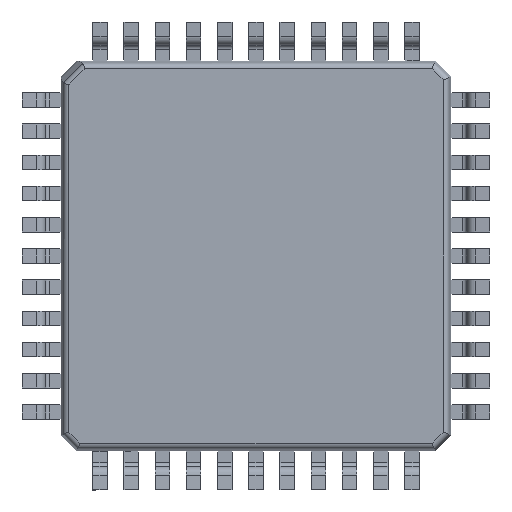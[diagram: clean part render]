
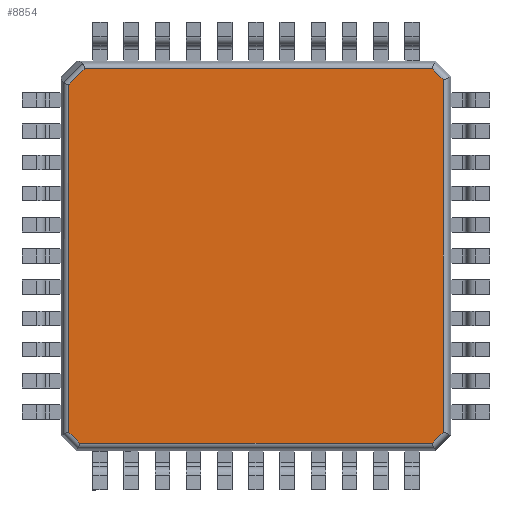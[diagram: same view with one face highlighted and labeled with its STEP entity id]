
A CAD part, front view. The second image highlights one B-rep face of the part: STEP entity #8854.
In plain terms, the highlighted planar face has unit normal (0, -1, 0).
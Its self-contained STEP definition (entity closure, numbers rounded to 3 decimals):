
#52 = VECTOR ( 'NONE', #7602, 1000. ) ;
#296 = CARTESIAN_POINT ( 'NONE',  ( -4.384, 0.15, 4.798 ) ) ;
#645 = CARTESIAN_POINT ( 'NONE',  ( 4.833, 0.15, -4.481 ) ) ;
#1171 = LINE ( 'NONE', #15393, #15926 ) ;
#1225 = LINE ( 'NONE', #14081, #52 ) ;
#1672 = LINE ( 'NONE', #19421, #3194 ) ;
#1785 = DIRECTION ( 'NONE',  ( 0.707, 0., -0.707 ) ) ;
#1970 = EDGE_LOOP ( 'NONE', ( #10159, #14418, #4883, #3378, #8014, #11667, #8988, #11447 ) ) ;
#2000 = EDGE_CURVE ( 'NONE', #18553, #7631, #1225, .T. ) ;
#2843 = EDGE_CURVE ( 'NONE', #17600, #15374, #9052, .T. ) ;
#2945 = LINE ( 'NONE', #15990, #17103 ) ;
#3194 = VECTOR ( 'NONE', #8060, 1000. ) ;
#3344 = EDGE_CURVE ( 'NONE', #9844, #7136, #2945, .T. ) ;
#3378 = ORIENTED_EDGE ( 'NONE', *, *, #2843, .T. ) ;
#3522 = CARTESIAN_POINT ( 'NONE',  ( 4.798, 0.15, -4.516 ) ) ;
#3811 = CARTESIAN_POINT ( 'NONE',  ( 4.798, 0.15, 4.516 ) ) ;
#4883 = ORIENTED_EDGE ( 'NONE', *, *, #13211, .T. ) ;
#4903 = CARTESIAN_POINT ( 'NONE',  ( 0., 0.15, 0. ) ) ;
#4967 = EDGE_CURVE ( 'NONE', #7136, #5530, #1672, .T. ) ;
#5530 = VERTEX_POINT ( 'NONE', #12292 ) ;
#6923 = LINE ( 'NONE', #645, #11762 ) ;
#7136 = VERTEX_POINT ( 'NONE', #14926 ) ;
#7272 = CARTESIAN_POINT ( 'NONE',  ( -4.85, 0.15, 4.332 ) ) ;
#7362 = AXIS2_PLACEMENT_3D ( 'NONE', #4903, #20549, #11269 ) ;
#7465 = CARTESIAN_POINT ( 'NONE',  ( -4.798, 0.15, 4.384 ) ) ;
#7602 = DIRECTION ( 'NONE',  ( 0., 0., 1. ) ) ;
#7631 = VERTEX_POINT ( 'NONE', #3811 ) ;
#8014 = ORIENTED_EDGE ( 'NONE', *, *, #14893, .T. ) ;
#8060 = DIRECTION ( 'NONE',  ( 1., 0., 0. ) ) ;
#8116 = VECTOR ( 'NONE', #11037, 1000. ) ;
#8375 = VECTOR ( 'NONE', #15157, 1000. ) ;
#8854 = ADVANCED_FACE ( 'NONE', ( #9908 ), #12853, .F. ) ;
#8891 = LINE ( 'NONE', #18593, #8375 ) ;
#8988 = ORIENTED_EDGE ( 'NONE', *, *, #4967, .T. ) ;
#9052 = LINE ( 'NONE', #7272, #14781 ) ;
#9151 = DIRECTION ( 'NONE',  ( -0.707, 0., -0.707 ) ) ;
#9844 = VERTEX_POINT ( 'NONE', #19968 ) ;
#9891 = EDGE_CURVE ( 'NONE', #7631, #12366, #1171, .T. ) ;
#9908 = FACE_OUTER_BOUND ( 'NONE', #1970, .T. ) ;
#10159 = ORIENTED_EDGE ( 'NONE', *, *, #2000, .T. ) ;
#11037 = DIRECTION ( 'NONE',  ( 0., 0., -1. ) ) ;
#11269 = DIRECTION ( 'NONE',  ( 0., 0., 1. ) ) ;
#11447 = ORIENTED_EDGE ( 'NONE', *, *, #13866, .T. ) ;
#11667 = ORIENTED_EDGE ( 'NONE', *, *, #3344, .T. ) ;
#11762 = VECTOR ( 'NONE', #13309, 1000. ) ;
#12292 = CARTESIAN_POINT ( 'NONE',  ( 4.516, 0.15, -4.798 ) ) ;
#12366 = VERTEX_POINT ( 'NONE', #17054 ) ;
#12629 = LINE ( 'NONE', #17388, #8116 ) ;
#12853 = PLANE ( 'NONE',  #7362 ) ;
#13211 = EDGE_CURVE ( 'NONE', #12366, #17600, #8891, .T. ) ;
#13309 = DIRECTION ( 'NONE',  ( 0.707, 0., 0.707 ) ) ;
#13866 = EDGE_CURVE ( 'NONE', #5530, #18553, #6923, .T. ) ;
#14081 = CARTESIAN_POINT ( 'NONE',  ( 4.798, 0.15, 4.567 ) ) ;
#14418 = ORIENTED_EDGE ( 'NONE', *, *, #9891, .T. ) ;
#14781 = VECTOR ( 'NONE', #9151, 1000. ) ;
#14893 = EDGE_CURVE ( 'NONE', #15374, #9844, #12629, .T. ) ;
#14926 = CARTESIAN_POINT ( 'NONE',  ( -4.516, 0.15, -4.798 ) ) ;
#15157 = DIRECTION ( 'NONE',  ( -1., 0., 0. ) ) ;
#15374 = VERTEX_POINT ( 'NONE', #7465 ) ;
#15393 = CARTESIAN_POINT ( 'NONE',  ( 4.481, 0.15, 4.833 ) ) ;
#15926 = VECTOR ( 'NONE', #16843, 1000. ) ;
#15990 = CARTESIAN_POINT ( 'NONE',  ( -4.481, 0.15, -4.833 ) ) ;
#16843 = DIRECTION ( 'NONE',  ( -0.707, 0., 0.707 ) ) ;
#17054 = CARTESIAN_POINT ( 'NONE',  ( 4.516, 0.15, 4.798 ) ) ;
#17103 = VECTOR ( 'NONE', #1785, 1000. ) ;
#17388 = CARTESIAN_POINT ( 'NONE',  ( -4.798, 0.15, -4.567 ) ) ;
#17600 = VERTEX_POINT ( 'NONE', #296 ) ;
#18553 = VERTEX_POINT ( 'NONE', #3522 ) ;
#18593 = CARTESIAN_POINT ( 'NONE',  ( -4.401, 0.15, 4.798 ) ) ;
#19421 = CARTESIAN_POINT ( 'NONE',  ( 4.567, 0.15, -4.798 ) ) ;
#19968 = CARTESIAN_POINT ( 'NONE',  ( -4.798, 0.15, -4.516 ) ) ;
#20549 = DIRECTION ( 'NONE',  ( 0., 1., 0. ) ) ;
